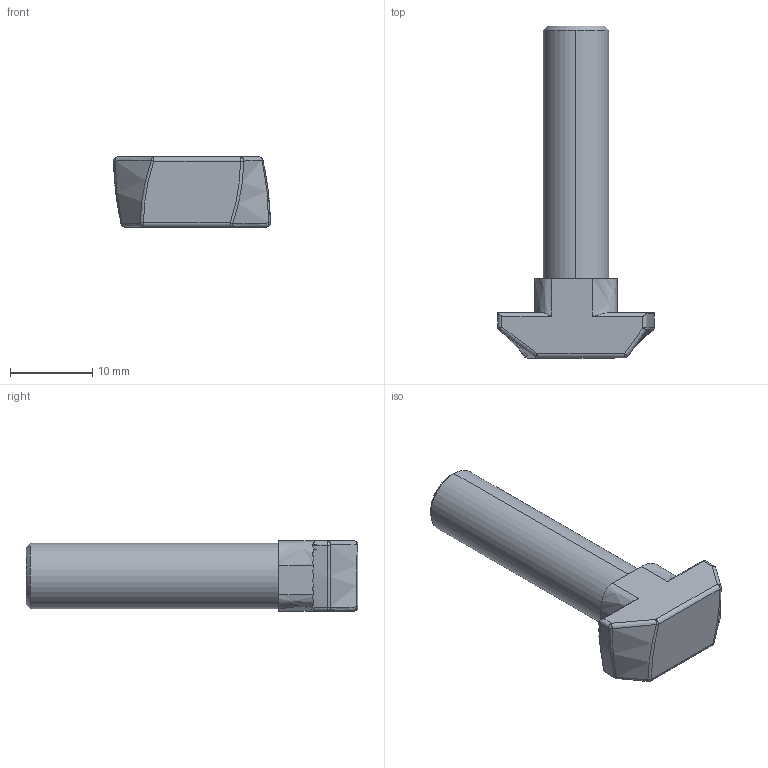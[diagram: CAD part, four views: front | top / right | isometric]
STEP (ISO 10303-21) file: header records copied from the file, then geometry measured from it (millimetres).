
FILE_DESCRIPTION (( 'STEP AP214' ), '1' );
FILE_NAME ('A258 Ò-áîëò Ì8õ35, ïàç 10.STEP', '2020-12-07T13:22:03', ( 'Ïîëüçîâàòåëü Windows' ), ( '' ), 'SwSTEP 2.0', 'SolidWorks 2020', '' );
FILE_SCHEMA (( 'AUTOMOTIVE_DESIGN' ));
Length unit declared in the file: millimetre
Products named in the file (1): A258 Ò-áîëò Ì8õ35, ïàç 10
Bounding box: 19.09 x 40.45 x 8.55 mm (x, y, z)
Volume: 2631.8 mm3; surface area: 1439.1 mm2
Topology: 1 solids, 1 shells, 77 faces, 197 edges, 120 vertices
Faces by surface type: plane 27, cylinder 26, bspline 14, sphere 8, cone 2
Entity records: 2777 total; most frequent: CARTESIAN_POINT 1039, ORIENTED_EDGE 386, DIRECTION 307, EDGE_CURVE 193, VERTEX_POINT 120, AXIS2_PLACEMENT_3D 118, EDGE_LOOP 79, ADVANCED_FACE 77
